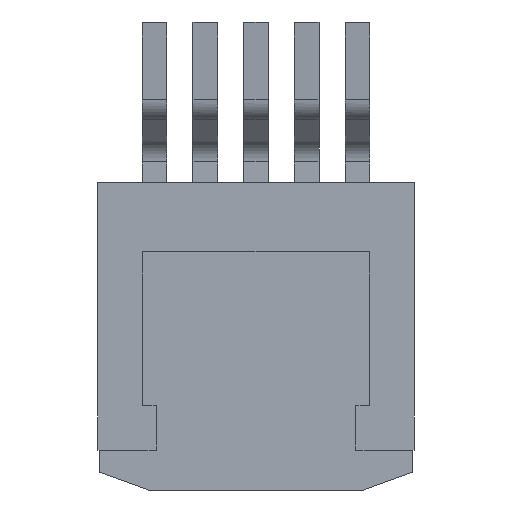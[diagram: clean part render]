
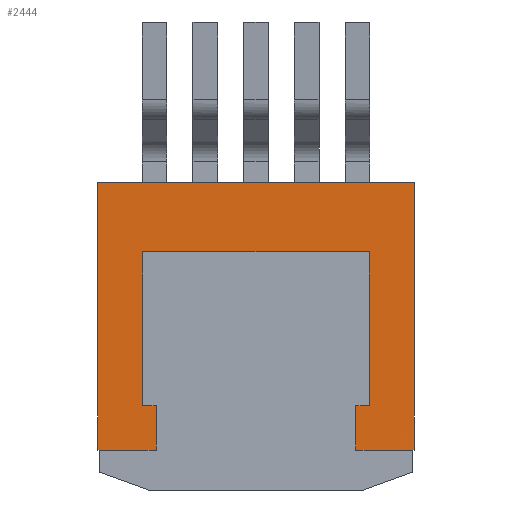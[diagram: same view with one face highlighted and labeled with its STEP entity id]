
A CAD part, front view. The second image highlights one B-rep face of the part: STEP entity #2444.
In plain terms, the highlighted planar face has unit normal (0, -1, 0).
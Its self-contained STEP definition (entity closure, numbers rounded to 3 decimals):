
#49 = ORIENTED_EDGE ( 'NONE', *, *, #278, .T. ) ;
#53 = ORIENTED_EDGE ( 'NONE', *, *, #2047, .T. ) ;
#94 = CARTESIAN_POINT ( 'NONE',  ( -3.25, -2.501, -4.35 ) ) ;
#113 = CARTESIAN_POINT ( 'NONE',  ( -3.25, -2.501, -2.902 ) ) ;
#162 = VERTEX_POINT ( 'NONE', #686 ) ;
#175 = DIRECTION ( 'NONE',  ( 0., 0., -1. ) ) ;
#195 = CARTESIAN_POINT ( 'NONE',  ( 3.25, -2.501, -2.902 ) ) ;
#250 = VERTEX_POINT ( 'NONE', #1709 ) ;
#254 = VECTOR ( 'NONE', #331, 1000. ) ;
#269 = CARTESIAN_POINT ( 'NONE',  ( 3.686, -2.501, 2.097 ) ) ;
#278 = EDGE_CURVE ( 'NONE', #1667, #162, #1790, .T. ) ;
#311 = EDGE_CURVE ( 'NONE', #250, #1094, #2078, .T. ) ;
#317 = DIRECTION ( 'NONE',  ( 0., 0., 1. ) ) ;
#331 = DIRECTION ( 'NONE',  ( -1., 0., 0. ) ) ;
#368 = CARTESIAN_POINT ( 'NONE',  ( 3.686, -2.5, -1.236 ) ) ;
#378 = LINE ( 'NONE', #2568, #1955 ) ;
#393 = CARTESIAN_POINT ( 'NONE',  ( 3.25, -2.501, -2.902 ) ) ;
#397 = EDGE_CURVE ( 'NONE', #531, #2967, #572, .T. ) ;
#485 = CARTESIAN_POINT ( 'NONE',  ( 3.25, -2.501, -4.35 ) ) ;
#507 = CARTESIAN_POINT ( 'NONE',  ( 1.229, -2.5, 2.097 ) ) ;
#531 = VERTEX_POINT ( 'NONE', #1118 ) ;
#572 = LINE ( 'NONE', #2542, #254 ) ;
#595 = CARTESIAN_POINT ( 'NONE',  ( -3.25, -2.5, -3.867 ) ) ;
#597 = VERTEX_POINT ( 'NONE', #1163 ) ;
#621 = LINE ( 'NONE', #1837, #2321 ) ;
#645 = CARTESIAN_POINT ( 'NONE',  ( 3.25, -2.5, -3.385 ) ) ;
#672 = ORIENTED_EDGE ( 'NONE', *, *, #1968, .T. ) ;
#686 = CARTESIAN_POINT ( 'NONE',  ( 3.686, -2.501, 2.097 ) ) ;
#693 = CARTESIAN_POINT ( 'NONE',  ( 3.25, -2.5, -3.867 ) ) ;
#743 = EDGE_CURVE ( 'NONE', #2096, #1677, #1063, .T. ) ;
#745 = CARTESIAN_POINT ( 'NONE',  ( -3.686, -2.501, 2.097 ) ) ;
#785 = B_SPLINE_CURVE_WITH_KNOTS ( 'NONE', 3,
 ( #1334, #2391, #1866, #1619 ),
 .UNSPECIFIED., .F., .F.,
 ( 4, 4 ),
 ( 0., 1. ),
 .UNSPECIFIED. ) ;
#838 = CARTESIAN_POINT ( 'NONE',  ( 3.686, -2.5, 0.431 ) ) ;
#874 = ORIENTED_EDGE ( 'NONE', *, *, #1705, .T. ) ;
#879 = VERTEX_POINT ( 'NONE', #2880 ) ;
#882 = EDGE_CURVE ( 'NONE', #597, #1967, #947, .T. ) ;
#884 = CARTESIAN_POINT ( 'NONE',  ( 3.395, -2.5, -2.902 ) ) ;
#887 = CARTESIAN_POINT ( 'NONE',  ( -3.686, -2.501, 2.097 ) ) ;
#947 = LINE ( 'NONE', #2926, #1430 ) ;
#980 = B_SPLINE_CURVE_WITH_KNOTS ( 'NONE', 3,
 ( #2353, #2112, #3035, #2319 ),
 .UNSPECIFIED., .F., .F.,
 ( 4, 4 ),
 ( 0., 1. ),
 .UNSPECIFIED. ) ;
#1055 = B_SPLINE_CURVE_WITH_KNOTS ( 'NONE', 3,
 ( #2831, #838, #368, #2784 ),
 .UNSPECIFIED., .F., .F.,
 ( 4, 4 ),
 ( 0., 1. ),
 .UNSPECIFIED. ) ;
#1063 = LINE ( 'NONE', #1369, #2986 ) ;
#1072 = CARTESIAN_POINT ( 'NONE',  ( -3.25, -2.5, -3.385 ) ) ;
#1094 = VERTEX_POINT ( 'NONE', #1571 ) ;
#1118 = CARTESIAN_POINT ( 'NONE',  ( 5.15, -2.5, 4.35 ) ) ;
#1163 = CARTESIAN_POINT ( 'NONE',  ( 5.1, -2.5, -4.35 ) ) ;
#1199 = VERTEX_POINT ( 'NONE', #2636 ) ;
#1301 = DIRECTION ( 'NONE',  ( 1., 0., 0. ) ) ;
#1309 = B_SPLINE_CURVE_WITH_KNOTS ( 'NONE', 3,
 ( #2445, #3112, #1886, #887 ),
 .UNSPECIFIED., .F., .F.,
 ( 4, 4 ),
 ( 0., 1. ),
 .UNSPECIFIED. ) ;
#1317 = ORIENTED_EDGE ( 'NONE', *, *, #743, .T. ) ;
#1334 = CARTESIAN_POINT ( 'NONE',  ( -5.1, -2.5, -4.35 ) ) ;
#1351 = EDGE_CURVE ( 'NONE', #2191, #597, #980, .T. ) ;
#1368 = CARTESIAN_POINT ( 'NONE',  ( 3.686, -2.501, -2.902 ) ) ;
#1369 = CARTESIAN_POINT ( 'NONE',  ( 0., -2.5, -4.35 ) ) ;
#1394 = EDGE_CURVE ( 'NONE', #879, #250, #2878, .T. ) ;
#1430 = VECTOR ( 'NONE', #3138, 1000. ) ;
#1570 = DIRECTION ( 'NONE',  ( 0., 0., -1. ) ) ;
#1571 = CARTESIAN_POINT ( 'NONE',  ( -3.686, -2.501, -2.902 ) ) ;
#1595 = CARTESIAN_POINT ( 'NONE',  ( -3.395, -2.5, -2.902 ) ) ;
#1619 = CARTESIAN_POINT ( 'NONE',  ( -3.25, -2.501, -4.35 ) ) ;
#1631 = DIRECTION ( 'NONE',  ( 0., -1., 0. ) ) ;
#1648 = EDGE_CURVE ( 'NONE', #162, #1199, #1055, .T. ) ;
#1651 = CARTESIAN_POINT ( 'NONE',  ( -5.15, -2.5, 4.35 ) ) ;
#1663 = ORIENTED_EDGE ( 'NONE', *, *, #397, .T. ) ;
#1665 = PLANE ( 'NONE',  #1801 ) ;
#1667 = VERTEX_POINT ( 'NONE', #2106 ) ;
#1677 = VERTEX_POINT ( 'NONE', #2296 ) ;
#1705 = EDGE_CURVE ( 'NONE', #1967, #531, #621, .T. ) ;
#1709 = CARTESIAN_POINT ( 'NONE',  ( -3.25, -2.501, -2.902 ) ) ;
#1720 = CARTESIAN_POINT ( 'NONE',  ( -1.229, -2.5, 2.097 ) ) ;
#1747 = CARTESIAN_POINT ( 'NONE',  ( 3.25, -2.501, -4.35 ) ) ;
#1756 = ORIENTED_EDGE ( 'NONE', *, *, #1648, .T. ) ;
#1764 = B_SPLINE_CURVE_WITH_KNOTS ( 'NONE', 3,
 ( #1368, #2150, #884, #195 ),
 .UNSPECIFIED., .F., .F.,
 ( 4, 4 ),
 ( 0., 1. ),
 .UNSPECIFIED. ) ;
#1776 = ORIENTED_EDGE ( 'NONE', *, *, #1351, .T. ) ;
#1790 = B_SPLINE_CURVE_WITH_KNOTS ( 'NONE', 3,
 ( #745, #1720, #507, #269 ),
 .UNSPECIFIED., .F., .F.,
 ( 4, 4 ),
 ( 0., 1. ),
 .UNSPECIFIED. ) ;
#1795 = CARTESIAN_POINT ( 'NONE',  ( 3.25, -2.501, -2.902 ) ) ;
#1801 = AXIS2_PLACEMENT_3D ( 'NONE', #1651, #1631, #175 ) ;
#1837 = CARTESIAN_POINT ( 'NONE',  ( 5.15, -2.5, 0. ) ) ;
#1866 = CARTESIAN_POINT ( 'NONE',  ( -3.867, -2.5, -4.35 ) ) ;
#1886 = CARTESIAN_POINT ( 'NONE',  ( -3.686, -2.5, 0.431 ) ) ;
#1955 = VECTOR ( 'NONE', #1570, 1000. ) ;
#1964 = CARTESIAN_POINT ( 'NONE',  ( -5.15, -2.5, -4.35 ) ) ;
#1967 = VERTEX_POINT ( 'NONE', #2118 ) ;
#1968 = EDGE_CURVE ( 'NONE', #2967, #2096, #378, .T. ) ;
#1977 = ORIENTED_EDGE ( 'NONE', *, *, #882, .T. ) ;
#1978 = B_SPLINE_CURVE_WITH_KNOTS ( 'NONE', 3,
 ( #393, #645, #693, #485 ),
 .UNSPECIFIED., .F., .F.,
 ( 4, 4 ),
 ( 0., 1. ),
 .UNSPECIFIED. ) ;
#1981 = EDGE_CURVE ( 'NONE', #1677, #879, #785, .T. ) ;
#2047 = EDGE_CURVE ( 'NONE', #2247, #2191, #1978, .T. ) ;
#2078 = B_SPLINE_CURVE_WITH_KNOTS ( 'NONE', 3,
 ( #2277, #1595, #2527, #2105 ),
 .UNSPECIFIED., .F., .F.,
 ( 4, 4 ),
 ( 0., 1. ),
 .UNSPECIFIED. ) ;
#2096 = VERTEX_POINT ( 'NONE', #1964 ) ;
#2105 = CARTESIAN_POINT ( 'NONE',  ( -3.686, -2.501, -2.902 ) ) ;
#2106 = CARTESIAN_POINT ( 'NONE',  ( -3.686, -2.501, 2.097 ) ) ;
#2112 = CARTESIAN_POINT ( 'NONE',  ( 3.867, -2.5, -4.35 ) ) ;
#2118 = CARTESIAN_POINT ( 'NONE',  ( 5.15, -2.5, -4.35 ) ) ;
#2145 = EDGE_LOOP ( 'NONE', ( #672, #1317, #3173, #3073, #2931, #2401, #49, #1756, #2633, #53, #1776, #1977, #874, #1663 ) ) ;
#2150 = CARTESIAN_POINT ( 'NONE',  ( 3.541, -2.5, -2.902 ) ) ;
#2191 = VERTEX_POINT ( 'NONE', #1747 ) ;
#2247 = VERTEX_POINT ( 'NONE', #1795 ) ;
#2277 = CARTESIAN_POINT ( 'NONE',  ( -3.25, -2.501, -2.902 ) ) ;
#2296 = CARTESIAN_POINT ( 'NONE',  ( -5.1, -2.5, -4.35 ) ) ;
#2319 = CARTESIAN_POINT ( 'NONE',  ( 5.1, -2.5, -4.35 ) ) ;
#2321 = VECTOR ( 'NONE', #317, 1000. ) ;
#2353 = CARTESIAN_POINT ( 'NONE',  ( 3.25, -2.501, -4.35 ) ) ;
#2391 = CARTESIAN_POINT ( 'NONE',  ( -4.483, -2.5, -4.35 ) ) ;
#2401 = ORIENTED_EDGE ( 'NONE', *, *, #2883, .T. ) ;
#2444 = ADVANCED_FACE ( 'NONE', ( #2933 ), #1665, .T. ) ;
#2445 = CARTESIAN_POINT ( 'NONE',  ( -3.686, -2.501, -2.902 ) ) ;
#2492 = CARTESIAN_POINT ( 'NONE',  ( -5.15, -2.5, 4.35 ) ) ;
#2527 = CARTESIAN_POINT ( 'NONE',  ( -3.541, -2.5, -2.902 ) ) ;
#2542 = CARTESIAN_POINT ( 'NONE',  ( 0., -2.5, 4.35 ) ) ;
#2568 = CARTESIAN_POINT ( 'NONE',  ( -5.15, -2.5, 0. ) ) ;
#2633 = ORIENTED_EDGE ( 'NONE', *, *, #3139, .T. ) ;
#2636 = CARTESIAN_POINT ( 'NONE',  ( 3.686, -2.501, -2.902 ) ) ;
#2784 = CARTESIAN_POINT ( 'NONE',  ( 3.686, -2.501, -2.902 ) ) ;
#2831 = CARTESIAN_POINT ( 'NONE',  ( 3.686, -2.501, 2.097 ) ) ;
#2878 = B_SPLINE_CURVE_WITH_KNOTS ( 'NONE', 3,
 ( #94, #595, #1072, #113 ),
 .UNSPECIFIED., .F., .F.,
 ( 4, 4 ),
 ( 0., 1. ),
 .UNSPECIFIED. ) ;
#2880 = CARTESIAN_POINT ( 'NONE',  ( -3.25, -2.501, -4.35 ) ) ;
#2883 = EDGE_CURVE ( 'NONE', #1094, #1667, #1309, .T. ) ;
#2926 = CARTESIAN_POINT ( 'NONE',  ( 0., -2.5, -4.35 ) ) ;
#2931 = ORIENTED_EDGE ( 'NONE', *, *, #311, .T. ) ;
#2933 = FACE_OUTER_BOUND ( 'NONE', #2145, .T. ) ;
#2967 = VERTEX_POINT ( 'NONE', #2492 ) ;
#2986 = VECTOR ( 'NONE', #1301, 1000. ) ;
#3035 = CARTESIAN_POINT ( 'NONE',  ( 4.483, -2.5, -4.35 ) ) ;
#3073 = ORIENTED_EDGE ( 'NONE', *, *, #1394, .T. ) ;
#3112 = CARTESIAN_POINT ( 'NONE',  ( -3.686, -2.5, -1.236 ) ) ;
#3138 = DIRECTION ( 'NONE',  ( 1., 0., 0. ) ) ;
#3139 = EDGE_CURVE ( 'NONE', #1199, #2247, #1764, .T. ) ;
#3173 = ORIENTED_EDGE ( 'NONE', *, *, #1981, .T. ) ;
